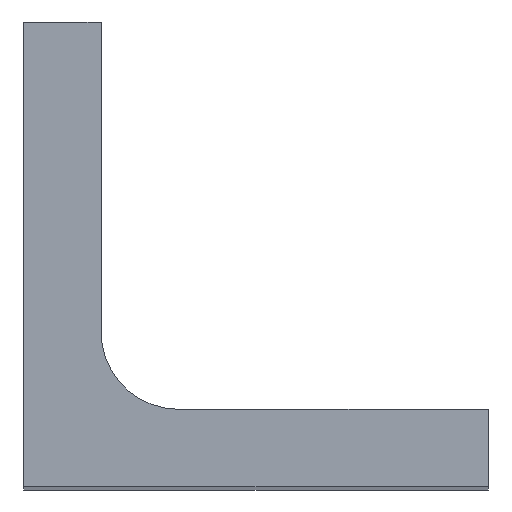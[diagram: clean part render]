
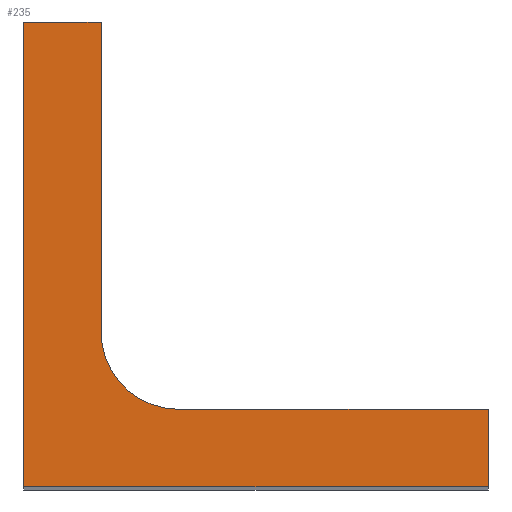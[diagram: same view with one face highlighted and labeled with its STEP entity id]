
A CAD part, top view. The second image highlights one B-rep face of the part: STEP entity #235.
In plain terms, the highlighted planar face has unit normal (0, 0, 1).
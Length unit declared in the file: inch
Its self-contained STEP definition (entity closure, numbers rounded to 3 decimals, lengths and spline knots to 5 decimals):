
#27=PLANE('',#275);
#39=FACE_OUTER_BOUND('',#57,.T.);
#57=EDGE_LOOP('',(#207,#208,#209,#210,#211,#212,#213));
#64=LINE('',#367,#86);
#67=LINE('',#373,#89);
#70=LINE('',#379,#92);
#74=LINE('',#391,#96);
#77=LINE('',#397,#99);
#80=LINE('',#401,#102);
#86=VECTOR('',#304,0.3937);
#89=VECTOR('',#309,0.3937);
#92=VECTOR('',#314,0.3937);
#96=VECTOR('',#326,0.3937);
#99=VECTOR('',#331,0.3937);
#102=VECTOR('',#336,0.3937);
#110=CIRCLE('',#271,0.125);
#119=VERTEX_POINT('',#364);
#120=VERTEX_POINT('',#366);
#122=VERTEX_POINT('',#372);
#124=VERTEX_POINT('',#378);
#126=VERTEX_POINT('',#384);
#128=VERTEX_POINT('',#390);
#130=VERTEX_POINT('',#396);
#142=EDGE_CURVE('',#120,#119,#64,.T.);
#145=EDGE_CURVE('',#122,#120,#67,.T.);
#148=EDGE_CURVE('',#124,#122,#70,.T.);
#151=EDGE_CURVE('',#126,#124,#110,.T.);
#154=EDGE_CURVE('',#128,#126,#74,.T.);
#157=EDGE_CURVE('',#130,#128,#77,.T.);
#160=EDGE_CURVE('',#119,#130,#80,.T.);
#207=ORIENTED_EDGE('',*,*,#160,.T.);
#208=ORIENTED_EDGE('',*,*,#157,.T.);
#209=ORIENTED_EDGE('',*,*,#154,.T.);
#210=ORIENTED_EDGE('',*,*,#151,.T.);
#211=ORIENTED_EDGE('',*,*,#148,.T.);
#212=ORIENTED_EDGE('',*,*,#145,.T.);
#213=ORIENTED_EDGE('',*,*,#142,.T.);
#235=ADVANCED_FACE('',(#39),#27,.T.);
#271=AXIS2_PLACEMENT_3D('',#385,#320,#321);
#275=AXIS2_PLACEMENT_3D('',#402,#337,#338);
#304=DIRECTION('',(0.,-1.,0.));
#309=DIRECTION('',(-1.,0.,0.));
#314=DIRECTION('',(0.,1.,0.));
#320=DIRECTION('center_axis',(0.,0.,-1.));
#321=DIRECTION('ref_axis',(1.,0.,0.));
#326=DIRECTION('',(-1.,0.,0.));
#331=DIRECTION('',(0.,1.,0.));
#336=DIRECTION('',(1.,0.,0.));
#337=DIRECTION('center_axis',(0.,0.,1.));
#338=DIRECTION('ref_axis',(1.,0.,0.));
#364=CARTESIAN_POINT('',(0.,0.,3.));
#366=CARTESIAN_POINT('',(0.,0.75,3.));
#367=CARTESIAN_POINT('',(0.,0.75,3.));
#372=CARTESIAN_POINT('',(0.125,0.75,3.));
#373=CARTESIAN_POINT('',(0.125,0.75,3.));
#378=CARTESIAN_POINT('',(0.125,0.25,3.));
#379=CARTESIAN_POINT('',(0.125,0.25,3.));
#384=CARTESIAN_POINT('',(0.25,0.125,3.));
#385=CARTESIAN_POINT('Origin',(0.25,0.25,3.));
#390=CARTESIAN_POINT('',(0.75,0.125,3.));
#391=CARTESIAN_POINT('',(0.75,0.125,3.));
#396=CARTESIAN_POINT('',(0.75,0.,3.));
#397=CARTESIAN_POINT('',(0.75,0.,3.));
#401=CARTESIAN_POINT('',(0.,0.,3.));
#402=CARTESIAN_POINT('Origin',(0.24865,0.24865,3.));
